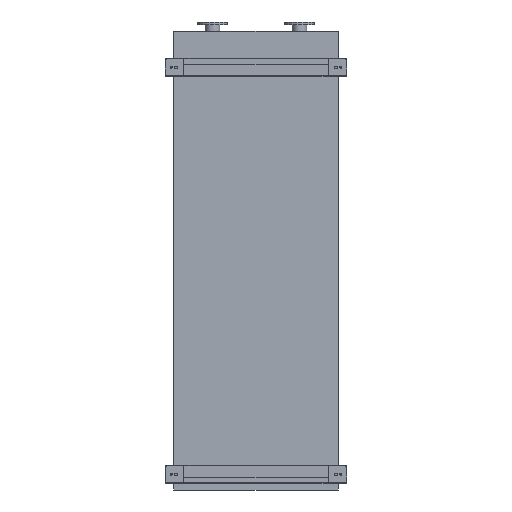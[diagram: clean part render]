
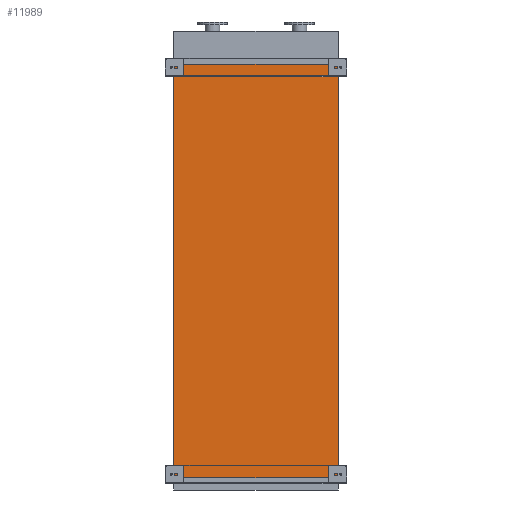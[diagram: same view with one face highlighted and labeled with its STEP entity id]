
A CAD part, front view. The second image highlights one B-rep face of the part: STEP entity #11989.
In plain terms, the highlighted planar face has unit normal (0, -1, 0).
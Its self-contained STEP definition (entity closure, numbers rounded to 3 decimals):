
#455 = VECTOR ( 'NONE', #10719, 1000. ) ;
#1484 = CARTESIAN_POINT ( 'NONE',  ( -605., 0., 0. ) ) ;
#5438 = DIRECTION ( 'NONE',  ( 0., -1., 0. ) ) ;
#6392 = ORIENTED_EDGE ( 'NONE', *, *, #7261, .F. ) ;
#7261 = EDGE_CURVE ( 'NONE', #13689, #16563, #16865, .T. ) ;
#7741 = AXIS2_PLACEMENT_3D ( 'NONE', #10920, #5438, #18349 ) ;
#8141 = VECTOR ( 'NONE', #10056, 1000. ) ;
#8713 = CARTESIAN_POINT ( 'NONE',  ( -605., 0., -3050. ) ) ;
#9095 = PLANE ( 'NONE',  #7741 ) ;
#9259 = ORIENTED_EDGE ( 'NONE', *, *, #14351, .T. ) ;
#10056 = DIRECTION ( 'NONE',  ( 1., 0., 0. ) ) ;
#10361 = VECTOR ( 'NONE', #21647, 1000. ) ;
#10719 = DIRECTION ( 'NONE',  ( 0., 0., 1. ) ) ;
#10920 = CARTESIAN_POINT ( 'NONE',  ( -605., 0., -3050. ) ) ;
#11156 = EDGE_LOOP ( 'NONE', ( #18379, #6392, #9259, #11420 ) ) ;
#11231 = VERTEX_POINT ( 'NONE', #22828 ) ;
#11420 = ORIENTED_EDGE ( 'NONE', *, *, #18061, .T. ) ;
#11427 = LINE ( 'NONE', #21760, #455 ) ;
#11989 = ADVANCED_FACE ( 'NONE', ( #19465 ), #9095, .T. ) ;
#13689 = VERTEX_POINT ( 'NONE', #15886 ) ;
#14241 = CARTESIAN_POINT ( 'NONE',  ( -605., 0., 0. ) ) ;
#14351 = EDGE_CURVE ( 'NONE', #13689, #21968, #17942, .T. ) ;
#15619 = EDGE_CURVE ( 'NONE', #16563, #11231, #21324, .T. ) ;
#15886 = CARTESIAN_POINT ( 'NONE',  ( -605., 0., -3050. ) ) ;
#16147 = DIRECTION ( 'NONE',  ( 0., 0., 1. ) ) ;
#16563 = VERTEX_POINT ( 'NONE', #1484 ) ;
#16865 = LINE ( 'NONE', #8713, #21152 ) ;
#17942 = LINE ( 'NONE', #22954, #8141 ) ;
#18061 = EDGE_CURVE ( 'NONE', #21968, #11231, #11427, .T. ) ;
#18349 = DIRECTION ( 'NONE',  ( 0., 0., -1. ) ) ;
#18379 = ORIENTED_EDGE ( 'NONE', *, *, #15619, .F. ) ;
#19465 = FACE_OUTER_BOUND ( 'NONE', #11156, .T. ) ;
#21152 = VECTOR ( 'NONE', #16147, 1000. ) ;
#21182 = CARTESIAN_POINT ( 'NONE',  ( 605., 0., -3050. ) ) ;
#21324 = LINE ( 'NONE', #14241, #10361 ) ;
#21647 = DIRECTION ( 'NONE',  ( 1., 0., 0. ) ) ;
#21760 = CARTESIAN_POINT ( 'NONE',  ( 605., 0., -3050. ) ) ;
#21968 = VERTEX_POINT ( 'NONE', #21182 ) ;
#22828 = CARTESIAN_POINT ( 'NONE',  ( 605., 0., 0. ) ) ;
#22954 = CARTESIAN_POINT ( 'NONE',  ( -605., 0., -3050. ) ) ;
